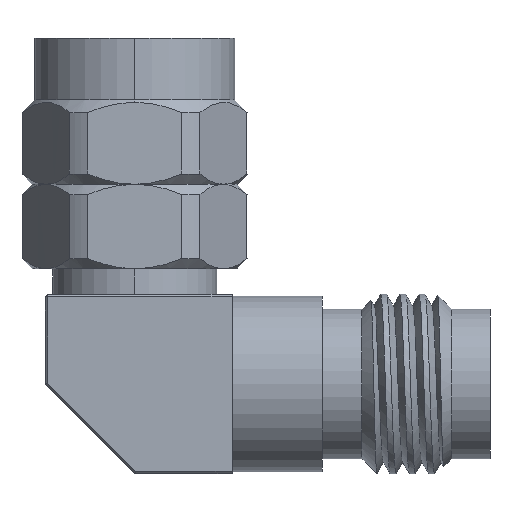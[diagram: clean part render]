
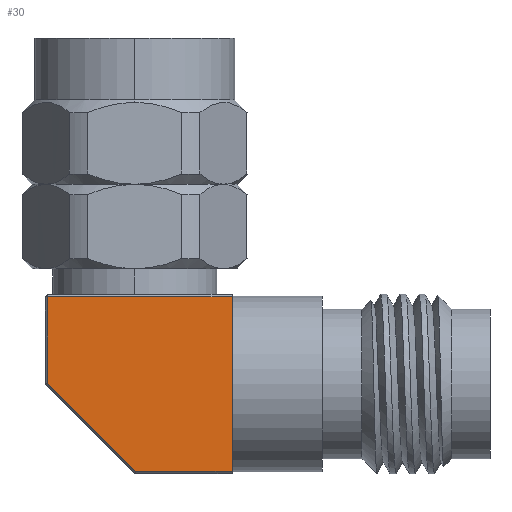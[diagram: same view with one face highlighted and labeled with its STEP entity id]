
A CAD part, left-side view. The second image highlights one B-rep face of the part: STEP entity #30.
In plain terms, the highlighted planar face has unit normal (-1, 0, 0).
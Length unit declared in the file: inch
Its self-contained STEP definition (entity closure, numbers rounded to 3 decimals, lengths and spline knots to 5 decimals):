
#30 = ADVANCED_FACE ( 'NONE', ( #1033 ), #504, .F. ) ;
#504 = PLANE ( 'NONE',  #5224 ) ;
#525 = VECTOR ( 'NONE', #3898, 39.37008 ) ;
#1033 = FACE_OUTER_BOUND ( 'NONE', #5796, .T. ) ;
#1188 = CARTESIAN_POINT ( 'NONE',  ( -0.11658, 0.39714, 0.72913 ) ) ;
#1450 = CARTESIAN_POINT ( 'NONE',  ( -0.11658, 0.10974, 0.46142 ) ) ;
#2010 = ORIENTED_EDGE ( 'NONE', *, *, #6240, .T. ) ;
#2072 = DIRECTION ( 'NONE',  ( 1., 0., 0. ) ) ;
#2130 = EDGE_CURVE ( 'NONE', #2626, #3418, #6369, .T. ) ;
#2190 = CARTESIAN_POINT ( 'NONE',  ( -0.11658, 0.10974, 0.72913 ) ) ;
#2314 = CARTESIAN_POINT ( 'NONE',  ( -0.11658, 0.10974, 0.45748 ) ) ;
#2368 = LINE ( 'NONE', #4434, #525 ) ;
#2626 = VERTEX_POINT ( 'NONE', #2190 ) ;
#2630 = DIRECTION ( 'NONE',  ( 0., -1., 0. ) ) ;
#2730 = EDGE_CURVE ( 'NONE', #2626, #3918, #3746, .T. ) ;
#2921 = VERTEX_POINT ( 'NONE', #3295 ) ;
#3043 = VECTOR ( 'NONE', #3494, 39.37008 ) ;
#3143 = CARTESIAN_POINT ( 'NONE',  ( -0.11658, 0.031, 0.46142 ) ) ;
#3159 = ORIENTED_EDGE ( 'NONE', *, *, #2730, .T. ) ;
#3295 = CARTESIAN_POINT ( 'NONE',  ( -0.11658, 0.39321, 0.59691 ) ) ;
#3418 = VERTEX_POINT ( 'NONE', #1450 ) ;
#3494 = DIRECTION ( 'NONE',  ( 0., 0., -1. ) ) ;
#3746 = LINE ( 'NONE', #1188, #6534 ) ;
#3837 = DIRECTION ( 'NONE',  ( 0., 0., -1. ) ) ;
#3898 = DIRECTION ( 'NONE',  ( 0., -0.707, -0.707 ) ) ;
#3918 = VERTEX_POINT ( 'NONE', #5477 ) ;
#4096 = LINE ( 'NONE', #3143, #5548 ) ;
#4146 = EDGE_CURVE ( 'NONE', #3918, #2921, #6100, .T. ) ;
#4301 = VECTOR ( 'NONE', #3837, 39.37008 ) ;
#4434 = CARTESIAN_POINT ( 'NONE',  ( -0.11658, 0.25657, 0.46026 ) ) ;
#4640 = CARTESIAN_POINT ( 'NONE',  ( -0.11658, 0.031, 0.45748 ) ) ;
#4709 = EDGE_CURVE ( 'NONE', #5984, #3418, #4096, .T. ) ;
#5115 = CARTESIAN_POINT ( 'NONE',  ( -0.11658, 0.25772, 0.46142 ) ) ;
#5224 = AXIS2_PLACEMENT_3D ( 'NONE', #4640, #2072, #5332 ) ;
#5332 = DIRECTION ( 'NONE',  ( 0., 1., 0. ) ) ;
#5382 = DIRECTION ( 'NONE',  ( 0., 1., 0. ) ) ;
#5477 = CARTESIAN_POINT ( 'NONE',  ( -0.11658, 0.39321, 0.72913 ) ) ;
#5518 = ORIENTED_EDGE ( 'NONE', *, *, #4709, .T. ) ;
#5548 = VECTOR ( 'NONE', #2630, 39.37008 ) ;
#5565 = CARTESIAN_POINT ( 'NONE',  ( -0.11658, 0.39321, 0.45748 ) ) ;
#5796 = EDGE_LOOP ( 'NONE', ( #2010, #5518, #6050, #3159, #6559 ) ) ;
#5984 = VERTEX_POINT ( 'NONE', #5115 ) ;
#6050 = ORIENTED_EDGE ( 'NONE', *, *, #2130, .F. ) ;
#6100 = LINE ( 'NONE', #5565, #3043 ) ;
#6240 = EDGE_CURVE ( 'NONE', #2921, #5984, #2368, .T. ) ;
#6369 = LINE ( 'NONE', #2314, #4301 ) ;
#6534 = VECTOR ( 'NONE', #5382, 39.37008 ) ;
#6559 = ORIENTED_EDGE ( 'NONE', *, *, #4146, .T. ) ;
